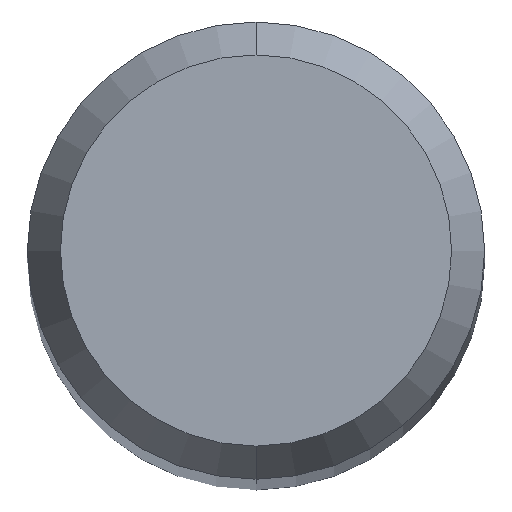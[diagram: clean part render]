
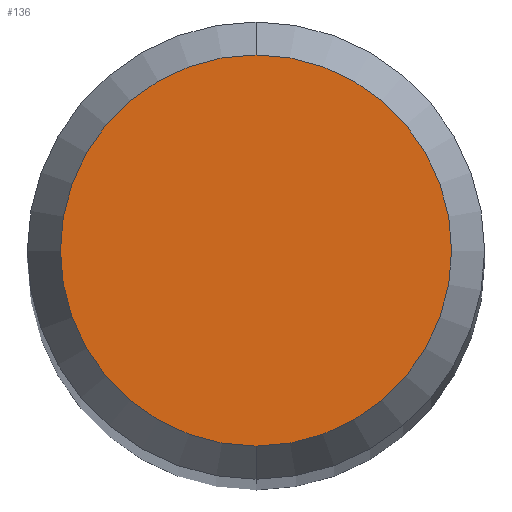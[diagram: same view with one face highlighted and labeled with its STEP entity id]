
A CAD part, top view. The second image highlights one B-rep face of the part: STEP entity #136.
In plain terms, the highlighted planar face has unit normal (0, 0, 1).
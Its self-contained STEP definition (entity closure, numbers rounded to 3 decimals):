
#136=ADVANCED_FACE('',(#279),#280,.T.);
#142=VERTEX_POINT('',#287);
#162=VERTEX_POINT('',#309);
#174=EDGE_CURVE('',#142,#162,#322,.T.);
#198=EDGE_CURVE('',#162,#142,#350,.T.);
#279=FACE_OUTER_BOUND('',#439,.T.);
#280=PLANE('',#440);
#287=CARTESIAN_POINT('',(0.0,1.358,0.01));
#309=CARTESIAN_POINT('',(0.,-1.358,0.01));
#322=CIRCLE('',#491,1.358);
#350=CIRCLE('',#528,1.358);
#439=EDGE_LOOP('',(#601,#602));
#440=AXIS2_PLACEMENT_3D('',#603,#604,#605);
#491=AXIS2_PLACEMENT_3D('',#654,#655,#656);
#528=AXIS2_PLACEMENT_3D('',#696,#697,#698);
#601=ORIENTED_EDGE('',*,*,#174,.F.);
#602=ORIENTED_EDGE('',*,*,#198,.F.);
#603=CARTESIAN_POINT('',(0.0,0.679,0.01));
#604=DIRECTION('',(-0.0,0.0,1.0));
#605=DIRECTION('',(0.0,-1.0,0.0));
#654=CARTESIAN_POINT('',(0.0,0.0,0.01));
#655=DIRECTION('',(0.0,0.0,-1.0));
#656=DIRECTION('',(0.0,1.0,0.0));
#696=CARTESIAN_POINT('',(0.0,0.0,0.01));
#697=DIRECTION('',(0.0,0.0,-1.0));
#698=DIRECTION('',(0.0,1.0,0.0));
